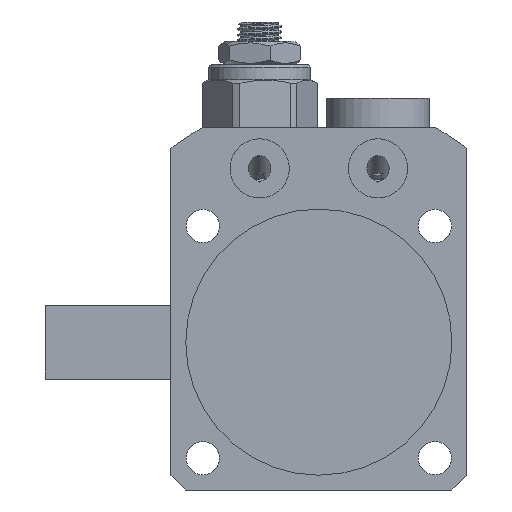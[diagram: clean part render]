
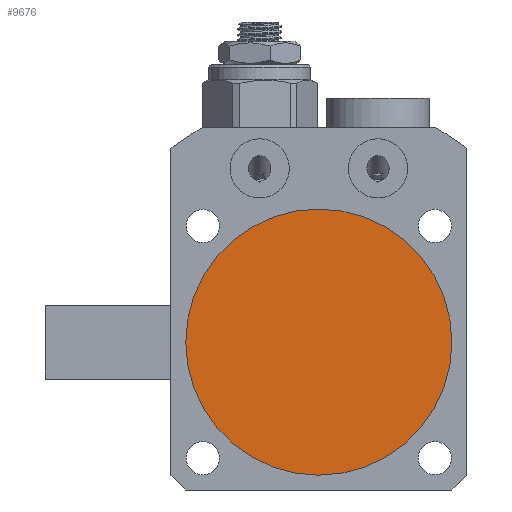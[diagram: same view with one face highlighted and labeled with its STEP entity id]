
A CAD part, front view. The second image highlights one B-rep face of the part: STEP entity #9676.
In plain terms, the highlighted planar face has unit normal (0, -1, 0).
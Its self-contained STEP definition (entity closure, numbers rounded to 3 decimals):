
#2154 = DIRECTION ( 'NONE',  ( 0., 0., -1. ) ) ;
#2156 = DIRECTION ( 'NONE',  ( 0., 1., 0. ) ) ;
#2180 = CARTESIAN_POINT ( 'NONE',  ( 0., -29., 0. ) ) ;
#2228 = EDGE_LOOP ( 'NONE', ( #4153, #18028 ) ) ;
#3777 = AXIS2_PLACEMENT_3D ( 'NONE', #16053, #16019, #16001 ) ;
#4153 = ORIENTED_EDGE ( 'NONE', *, *, #7369, .F. ) ;
#4270 = AXIS2_PLACEMENT_3D ( 'NONE', #12298, #12269, #12253 ) ;
#4306 = FACE_OUTER_BOUND ( 'NONE', #2228, .T. ) ;
#5077 = VERTEX_POINT ( 'NONE', #18829 ) ;
#6454 = CIRCLE ( 'NONE', #3777, 18. ) ;
#7369 = EDGE_CURVE ( 'NONE', #19450, #5077, #6454, .T. ) ;
#9676 = ADVANCED_FACE ( 'NONE', ( #4306 ), #12301, .T. ) ;
#11687 = AXIS2_PLACEMENT_3D ( 'NONE', #2180, #2156, #2154 ) ;
#12253 = DIRECTION ( 'NONE',  ( 0., 0., -1. ) ) ;
#12269 = DIRECTION ( 'NONE',  ( 0., -1., 0. ) ) ;
#12298 = CARTESIAN_POINT ( 'NONE',  ( 0., -29., 0. ) ) ;
#12301 = PLANE ( 'NONE',  #4270 ) ;
#12601 = EDGE_CURVE ( 'NONE', #5077, #19450, #17694, .T. ) ;
#16001 = DIRECTION ( 'NONE',  ( 0., 0., -1. ) ) ;
#16019 = DIRECTION ( 'NONE',  ( 0., 1., 0. ) ) ;
#16027 = CARTESIAN_POINT ( 'NONE',  ( 0., -29., -18. ) ) ;
#16053 = CARTESIAN_POINT ( 'NONE',  ( 0., -29., 0. ) ) ;
#17694 = CIRCLE ( 'NONE', #11687, 18. ) ;
#18028 = ORIENTED_EDGE ( 'NONE', *, *, #12601, .F. ) ;
#18829 = CARTESIAN_POINT ( 'NONE',  ( 0., -29., 18. ) ) ;
#19450 = VERTEX_POINT ( 'NONE', #16027 ) ;
